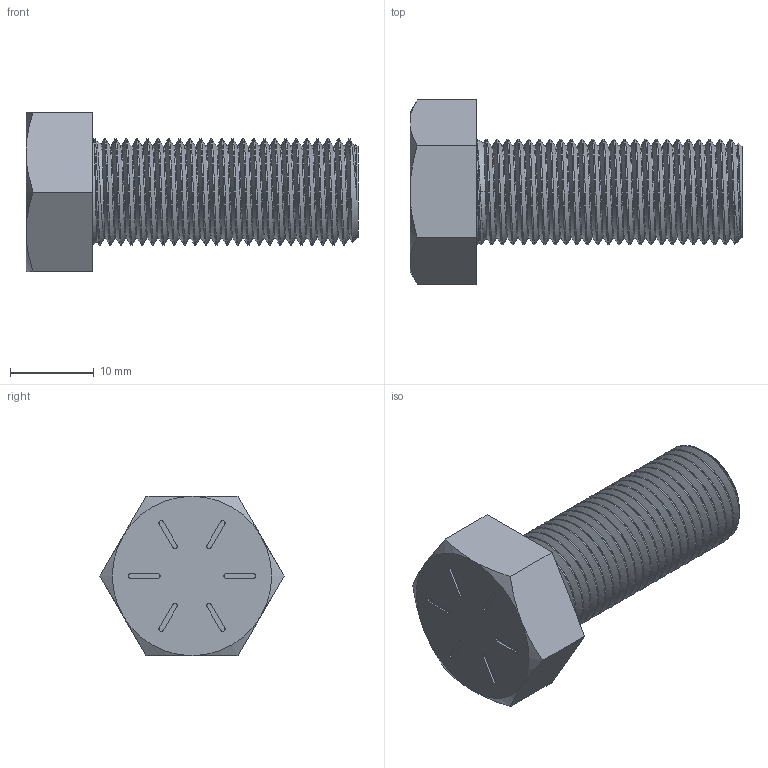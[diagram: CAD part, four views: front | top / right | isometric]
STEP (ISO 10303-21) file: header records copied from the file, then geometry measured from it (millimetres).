
FILE_DESCRIPTION (( 'STEP AP203' ), '1' );
FILE_NAME ('91286A368_High-Strength Grade 8 Steel Hex Head Screw.STEP', '2021-07-08T05:37:56', ( 'Administrator' ), ( 'Managed by Terraform' ), 'SwSTEP 2.0', 'SolidWorks 2017', '' );
FILE_SCHEMA (( 'CONFIG_CONTROL_DESIGN' ));
Length unit declared in the file: inch
Products named in the file (1): 91286A368_High-Strength Grade 8 Steel Hex Head Screw
Bounding box: 39.69 x 22 x 19.05 mm (x, y, z)
Volume: 6018.6 mm3; surface area: 3168.8 mm2
Topology: 1 solids, 1 shells, 108 faces, 288 edges, 189 vertices
Faces by surface type: cylinder 66, plane 27, cone 12, bspline 3
Entity records: 7455 total; most frequent: CARTESIAN_POINT 5000, ORIENTED_EDGE 576, DIRECTION 420, EDGE_CURVE 288, VERTEX_POINT 189, AXIS2_PLACEMENT_3D 151, LINE 118, VECTOR 118
